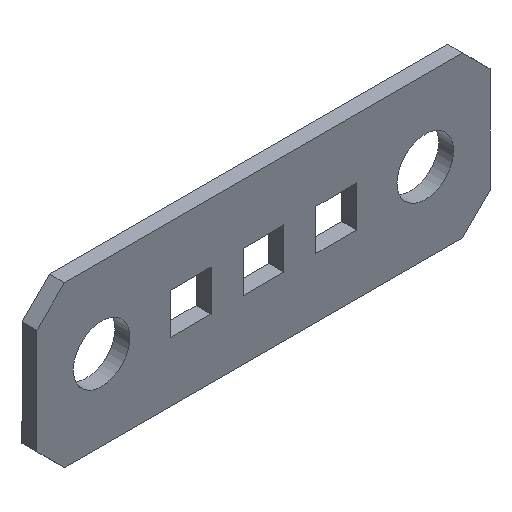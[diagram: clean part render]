
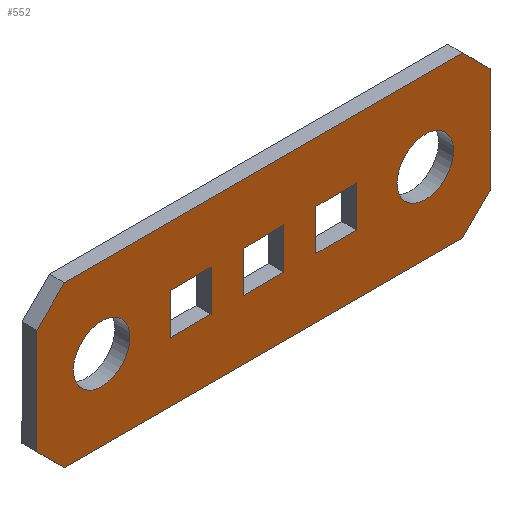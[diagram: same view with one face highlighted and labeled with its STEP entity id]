
A CAD part, isometric view. The second image highlights one B-rep face of the part: STEP entity #552.
In plain terms, the highlighted planar face has unit normal (0, -1, 0).
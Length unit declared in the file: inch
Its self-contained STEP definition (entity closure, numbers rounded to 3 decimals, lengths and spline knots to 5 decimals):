
#66=FACE_BOUND('',#115,.T.);
#67=FACE_BOUND('',#116,.T.);
#68=FACE_BOUND('',#117,.T.);
#69=FACE_BOUND('',#118,.T.);
#70=FACE_BOUND('',#119,.T.);
#76=CIRCLE('',#597,0.0875);
#77=CIRCLE('',#598,0.0875);
#78=CIRCLE('',#599,0.0875);
#79=CIRCLE('',#600,0.0875);
#90=FACE_OUTER_BOUND('',#114,.T.);
#114=EDGE_LOOP('',(#393,#394,#395,#396,#397,#398,#399,#400));
#115=EDGE_LOOP('',(#401,#402));
#116=EDGE_LOOP('',(#403,#404,#405,#406));
#117=EDGE_LOOP('',(#407,#408,#409,#410));
#118=EDGE_LOOP('',(#411,#412));
#119=EDGE_LOOP('',(#413,#414,#415,#416));
#149=LINE('',#778,#211);
#151=LINE('',#783,#213);
#152=LINE('',#785,#214);
#153=LINE('',#787,#215);
#154=LINE('',#789,#216);
#155=LINE('',#791,#217);
#156=LINE('',#793,#218);
#157=LINE('',#795,#219);
#158=LINE('',#796,#220);
#159=LINE('',#803,#221);
#160=LINE('',#805,#222);
#161=LINE('',#807,#223);
#162=LINE('',#808,#224);
#163=LINE('',#811,#225);
#164=LINE('',#813,#226);
#165=LINE('',#815,#227);
#166=LINE('',#816,#228);
#167=LINE('',#822,#229);
#168=LINE('',#824,#230);
#169=LINE('',#825,#231);
#211=VECTOR('',#638,0.126);
#213=VECTOR('',#642,1.23);
#214=VECTOR('',#643,0.12021);
#215=VECTOR('',#644,0.325);
#216=VECTOR('',#645,0.12021);
#217=VECTOR('',#646,1.23);
#218=VECTOR('',#647,0.12021);
#219=VECTOR('',#648,0.325);
#220=VECTOR('',#649,0.12021);
#221=VECTOR('',#654,0.126);
#222=VECTOR('',#655,0.126);
#223=VECTOR('',#656,0.126);
#224=VECTOR('',#657,0.126);
#225=VECTOR('',#658,0.126);
#226=VECTOR('',#659,0.126);
#227=VECTOR('',#660,0.126);
#228=VECTOR('',#661,0.126);
#229=VECTOR('',#666,0.126);
#230=VECTOR('',#667,0.126);
#231=VECTOR('',#668,0.126);
#273=VERTEX_POINT('',#775);
#274=VERTEX_POINT('',#777);
#275=VERTEX_POINT('',#781);
#276=VERTEX_POINT('',#782);
#277=VERTEX_POINT('',#784);
#278=VERTEX_POINT('',#786);
#279=VERTEX_POINT('',#788);
#280=VERTEX_POINT('',#790);
#281=VERTEX_POINT('',#792);
#282=VERTEX_POINT('',#794);
#283=VERTEX_POINT('',#797);
#284=VERTEX_POINT('',#798);
#285=VERTEX_POINT('',#801);
#286=VERTEX_POINT('',#802);
#287=VERTEX_POINT('',#804);
#288=VERTEX_POINT('',#806);
#289=VERTEX_POINT('',#809);
#290=VERTEX_POINT('',#810);
#291=VERTEX_POINT('',#812);
#292=VERTEX_POINT('',#814);
#293=VERTEX_POINT('',#817);
#294=VERTEX_POINT('',#818);
#295=VERTEX_POINT('',#821);
#296=VERTEX_POINT('',#823);
#321=EDGE_CURVE('',#274,#273,#149,.T.);
#323=EDGE_CURVE('',#275,#276,#151,.T.);
#324=EDGE_CURVE('',#275,#277,#152,.T.);
#325=EDGE_CURVE('',#278,#277,#153,.T.);
#326=EDGE_CURVE('',#278,#279,#154,.T.);
#327=EDGE_CURVE('',#280,#279,#155,.T.);
#328=EDGE_CURVE('',#280,#281,#156,.T.);
#329=EDGE_CURVE('',#282,#281,#157,.T.);
#330=EDGE_CURVE('',#282,#276,#158,.T.);
#331=EDGE_CURVE('',#283,#284,#76,.T.);
#332=EDGE_CURVE('',#284,#283,#77,.T.);
#333=EDGE_CURVE('',#285,#286,#159,.T.);
#334=EDGE_CURVE('',#286,#287,#160,.T.);
#335=EDGE_CURVE('',#287,#288,#161,.T.);
#336=EDGE_CURVE('',#288,#285,#162,.T.);
#337=EDGE_CURVE('',#289,#290,#163,.T.);
#338=EDGE_CURVE('',#290,#291,#164,.T.);
#339=EDGE_CURVE('',#291,#292,#165,.T.);
#340=EDGE_CURVE('',#292,#289,#166,.T.);
#341=EDGE_CURVE('',#293,#294,#78,.T.);
#342=EDGE_CURVE('',#294,#293,#79,.T.);
#343=EDGE_CURVE('',#273,#295,#167,.T.);
#344=EDGE_CURVE('',#295,#296,#168,.T.);
#345=EDGE_CURVE('',#296,#274,#169,.T.);
#393=ORIENTED_EDGE('',*,*,#323,.F.);
#394=ORIENTED_EDGE('',*,*,#324,.T.);
#395=ORIENTED_EDGE('',*,*,#325,.F.);
#396=ORIENTED_EDGE('',*,*,#326,.T.);
#397=ORIENTED_EDGE('',*,*,#327,.F.);
#398=ORIENTED_EDGE('',*,*,#328,.T.);
#399=ORIENTED_EDGE('',*,*,#329,.F.);
#400=ORIENTED_EDGE('',*,*,#330,.T.);
#401=ORIENTED_EDGE('',*,*,#331,.T.);
#402=ORIENTED_EDGE('',*,*,#332,.T.);
#403=ORIENTED_EDGE('',*,*,#333,.T.);
#404=ORIENTED_EDGE('',*,*,#334,.T.);
#405=ORIENTED_EDGE('',*,*,#335,.T.);
#406=ORIENTED_EDGE('',*,*,#336,.T.);
#407=ORIENTED_EDGE('',*,*,#337,.T.);
#408=ORIENTED_EDGE('',*,*,#338,.T.);
#409=ORIENTED_EDGE('',*,*,#339,.T.);
#410=ORIENTED_EDGE('',*,*,#340,.T.);
#411=ORIENTED_EDGE('',*,*,#341,.T.);
#412=ORIENTED_EDGE('',*,*,#342,.T.);
#413=ORIENTED_EDGE('',*,*,#343,.T.);
#414=ORIENTED_EDGE('',*,*,#344,.T.);
#415=ORIENTED_EDGE('',*,*,#345,.T.);
#416=ORIENTED_EDGE('',*,*,#321,.T.);
#530=PLANE('',#596);
#552=ADVANCED_FACE('',(#90,#66,#67,#68,#69,#70),#530,.F.);
#596=AXIS2_PLACEMENT_3D('',#780,#640,#641);
#597=AXIS2_PLACEMENT_3D('',#799,#650,#651);
#598=AXIS2_PLACEMENT_3D('',#800,#652,#653);
#599=AXIS2_PLACEMENT_3D('',#819,#662,#663);
#600=AXIS2_PLACEMENT_3D('',#820,#664,#665);
#638=DIRECTION('',(-1.,0.,0.));
#640=DIRECTION('center_axis',(0.,1.,0.));
#641=DIRECTION('ref_axis',(0.,0.,1.));
#642=DIRECTION('',(-1.,0.,0.));
#643=DIRECTION('',(0.707,0.,0.707));
#644=DIRECTION('',(0.,0.,-1.));
#645=DIRECTION('',(-0.707,0.,0.707));
#646=DIRECTION('',(1.,0.,0.));
#647=DIRECTION('',(-0.707,0.,-0.707));
#648=DIRECTION('',(0.,0.,1.));
#649=DIRECTION('',(0.707,0.,-0.707));
#650=DIRECTION('center_axis',(0.,1.,0.));
#651=DIRECTION('ref_axis',(0.,0.,1.));
#652=DIRECTION('center_axis',(0.,1.,0.));
#653=DIRECTION('ref_axis',(0.,0.,1.));
#654=DIRECTION('',(-1.,0.,0.));
#655=DIRECTION('',(0.,0.,1.));
#656=DIRECTION('',(1.,0.,0.));
#657=DIRECTION('',(0.,0.,-1.));
#658=DIRECTION('',(-1.,0.,0.));
#659=DIRECTION('',(0.,0.,1.));
#660=DIRECTION('',(1.,0.,0.));
#661=DIRECTION('',(0.,0.,-1.));
#662=DIRECTION('center_axis',(0.,1.,0.));
#663=DIRECTION('ref_axis',(0.,0.,1.));
#664=DIRECTION('center_axis',(0.,1.,0.));
#665=DIRECTION('ref_axis',(0.,0.,1.));
#666=DIRECTION('',(0.,0.,1.));
#667=DIRECTION('',(1.,0.,0.));
#668=DIRECTION('',(0.,0.,-1.));
#775=CARTESIAN_POINT('',(0.862,0.,-0.3105));
#777=CARTESIAN_POINT('',(0.988,0.,-0.3105));
#778=CARTESIAN_POINT('',(0.988,0.,-0.3105));
#780=CARTESIAN_POINT('Origin',(0.,0.,0.));
#781=CARTESIAN_POINT('',(1.315,0.,-0.495));
#782=CARTESIAN_POINT('',(0.085,0.,-0.495));
#783=CARTESIAN_POINT('',(1.315,0.,-0.495));
#784=CARTESIAN_POINT('',(1.4,0.,-0.41));
#785=CARTESIAN_POINT('',(1.315,0.,-0.495));
#786=CARTESIAN_POINT('',(1.4,0.,-0.085));
#787=CARTESIAN_POINT('',(1.4,0.,-0.085));
#788=CARTESIAN_POINT('',(1.315,0.,0.));
#789=CARTESIAN_POINT('',(1.4,0.,-0.085));
#790=CARTESIAN_POINT('',(0.085,0.,0.));
#791=CARTESIAN_POINT('',(0.085,0.,0.));
#792=CARTESIAN_POINT('',(0.,0.,-0.085));
#793=CARTESIAN_POINT('',(0.085,0.,0.));
#794=CARTESIAN_POINT('',(0.,0.,-0.41));
#795=CARTESIAN_POINT('',(0.,0.,-0.41));
#796=CARTESIAN_POINT('',(0.,0.,-0.41));
#797=CARTESIAN_POINT('',(0.2,0.,-0.16));
#798=CARTESIAN_POINT('',(0.2,0.,-0.335));
#799=CARTESIAN_POINT('Origin',(0.2,0.,-0.2475));
#800=CARTESIAN_POINT('Origin',(0.2,0.,-0.2475));
#801=CARTESIAN_POINT('',(0.763,0.,-0.3105));
#802=CARTESIAN_POINT('',(0.637,0.,-0.3105));
#803=CARTESIAN_POINT('',(0.763,0.,-0.3105));
#804=CARTESIAN_POINT('',(0.637,0.,-0.1845));
#805=CARTESIAN_POINT('',(0.637,0.,-0.3105));
#806=CARTESIAN_POINT('',(0.763,0.,-0.1845));
#807=CARTESIAN_POINT('',(0.637,0.,-0.1845));
#808=CARTESIAN_POINT('',(0.763,0.,-0.1845));
#809=CARTESIAN_POINT('',(0.538,0.,-0.3105));
#810=CARTESIAN_POINT('',(0.412,0.,-0.3105));
#811=CARTESIAN_POINT('',(0.538,0.,-0.3105));
#812=CARTESIAN_POINT('',(0.412,0.,-0.1845));
#813=CARTESIAN_POINT('',(0.412,0.,-0.3105));
#814=CARTESIAN_POINT('',(0.538,0.,-0.1845));
#815=CARTESIAN_POINT('',(0.412,0.,-0.1845));
#816=CARTESIAN_POINT('',(0.538,0.,-0.1845));
#817=CARTESIAN_POINT('',(1.2,0.,-0.16));
#818=CARTESIAN_POINT('',(1.2,0.,-0.335));
#819=CARTESIAN_POINT('Origin',(1.2,0.,-0.2475));
#820=CARTESIAN_POINT('Origin',(1.2,0.,-0.2475));
#821=CARTESIAN_POINT('',(0.862,0.,-0.1845));
#822=CARTESIAN_POINT('',(0.862,0.,-0.3105));
#823=CARTESIAN_POINT('',(0.988,0.,-0.1845));
#824=CARTESIAN_POINT('',(0.862,0.,-0.1845));
#825=CARTESIAN_POINT('',(0.988,0.,-0.1845));
